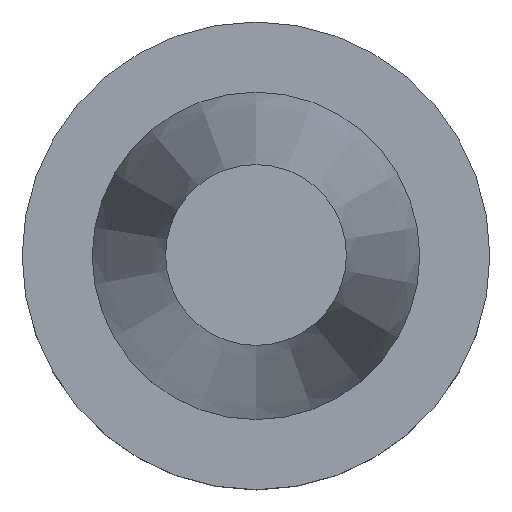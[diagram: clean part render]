
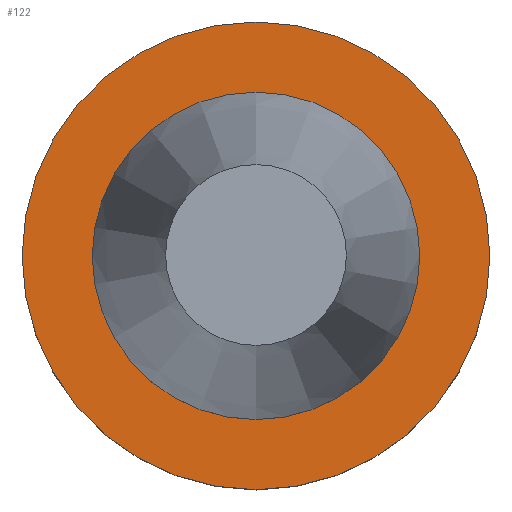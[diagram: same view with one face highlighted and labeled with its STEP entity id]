
A CAD part, top view. The second image highlights one B-rep face of the part: STEP entity #122.
In plain terms, the highlighted planar face has unit normal (0, 0, 1).
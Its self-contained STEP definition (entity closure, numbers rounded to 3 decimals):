
#66=EDGE_CURVE('Unnamed[1]',#169,#169,#170,.T.);
#73=EDGE_CURVE('Unnamed[1]',#178,#178,#179,.T.);
#122=ADVANCED_FACE('Unnamed[1]',(#254,#255),#256,.T.);
#169=VERTEX_POINT('',#306);
#170=CIRCLE('',#307,31.75);
#178=VERTEX_POINT('',#317);
#179=CIRCLE('',#318,22.225);
#254=FACE_OUTER_BOUND('',#412,.T.);
#255=FACE_BOUND('',#413,.T.);
#256=PLANE('',#414);
#306=CARTESIAN_POINT('',(0.,31.75,-1.));
#307=AXIS2_PLACEMENT_3D('',#460,#461,#462);
#317=CARTESIAN_POINT('',(0.,22.225,-1.));
#318=AXIS2_PLACEMENT_3D('',#467,#468,#469);
#412=EDGE_LOOP('',(#553));
#413=EDGE_LOOP('',(#554));
#414=AXIS2_PLACEMENT_3D('',#555,#556,#557);
#460=CARTESIAN_POINT('',(0.,0.,-1.));
#461=DIRECTION('',(0.,0.,-1.0));
#462=DIRECTION('',(0.,1.0,0.));
#467=CARTESIAN_POINT('',(0.,0.,-1.0));
#468=DIRECTION('',(0.,0.,-1.0));
#469=DIRECTION('',(0.,1.0,0.));
#553=ORIENTED_EDGE('',*,*,#66,.F.);
#554=ORIENTED_EDGE('',*,*,#73,.T.);
#555=CARTESIAN_POINT('',(0.,26.988,-1.));
#556=DIRECTION('',(0.,0.,1.0));
#557=DIRECTION('',(0.,-1.0,0.));
